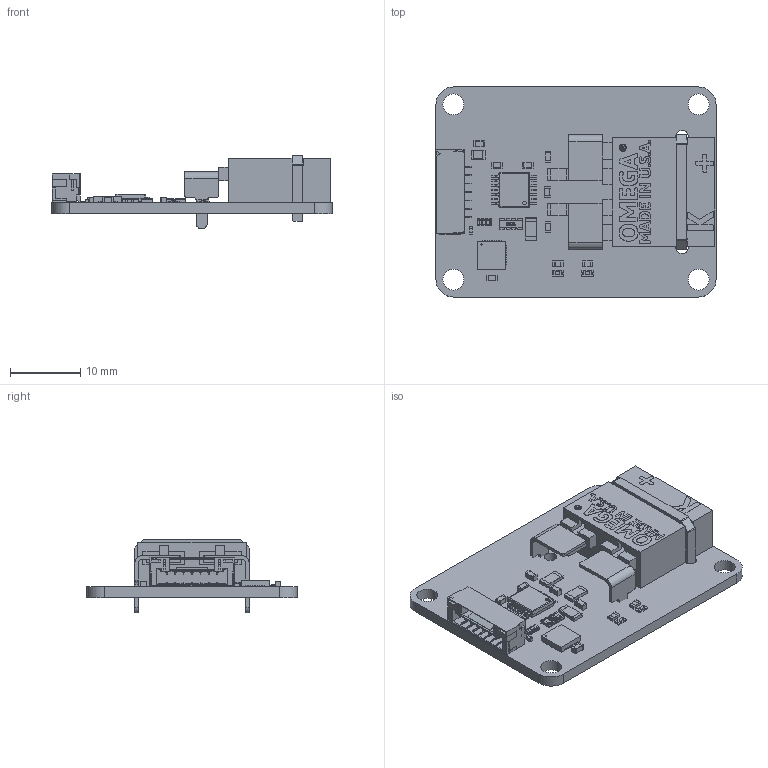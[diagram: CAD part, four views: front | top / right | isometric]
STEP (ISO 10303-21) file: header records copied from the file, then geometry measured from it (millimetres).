
FILE_DESCRIPTION(('FreeCAD Model'),'2;1');
FILE_NAME('thermocouple-v2.step','2018-06-11T15:01:00',('kicad StepUp'),('ksu MCAD'), 'Open CASCADE STEP processor 6.8','FreeCAD','Unknown');
FILE_SCHEMA(('AUTOMOTIVE_DESIGN_CC2 { 1 2 10303 214 -1 1 5 4 }'));
Length unit declared in the file: millimetre
Products named in the file (23): Pcb; QFN-24_4x4mm_Pitch0.5mm_; R_1206_; R_1206_001; R_1206_002; R_0603_; D_0603_red_; C_0603_; C_0603_001; C_0603_002; C_0603_003; C_0603_004; R_4x0603_; TSSOP-14_; C_0402_; C_0805_; C_0603_005; C_0603_006; D_0603_blue_; BrickletConn_7pin_; R_0603_001; Cut_; PCC_SMP_K_
Bounding box: 40 x 30 x 10.55 mm (x, y, z)
Volume: 3455.1 mm3; surface area: 5002.3 mm2
Topology: 28 solids, 28 shells, 2394 faces, 6781 edges, 4460 vertices
Faces by surface type: plane 1719, cylinder 318, extrusion 211, bspline 138, sphere 8
Full cylindrical faces by diameter (mm): 0.84 x1, 1.04 x1, 1.77 x4, 3 x4
Entity records: 114316 total; most frequent: CARTESIAN_POINT 36410, ORIENTED_EDGE 13554, DIRECTION 11026, EDGE_CURVE 6773, VECTOR 5654, LINE 5443, VERTEX_POINT 4460, AXIS2_PLACEMENT_3D 2686
